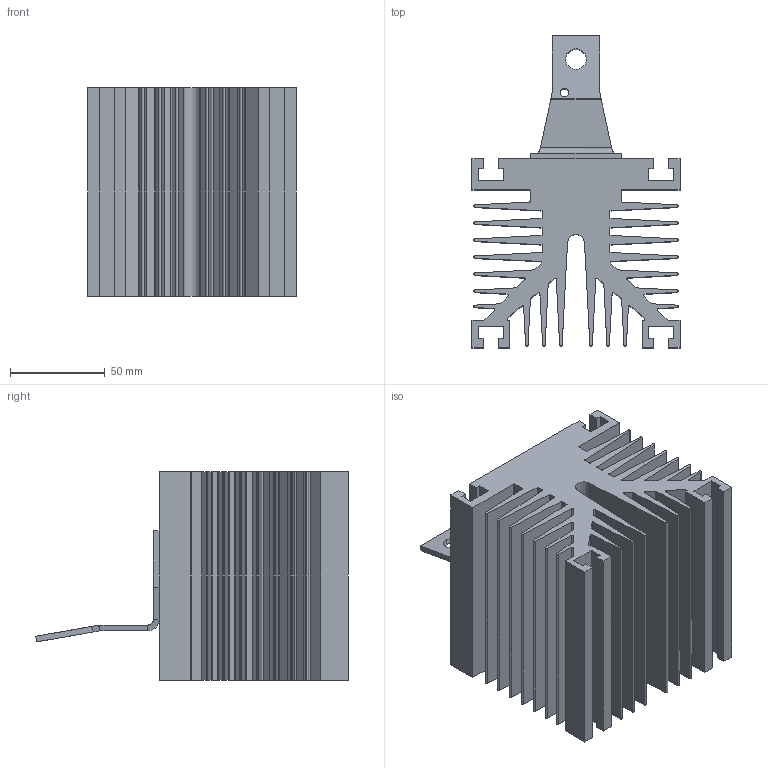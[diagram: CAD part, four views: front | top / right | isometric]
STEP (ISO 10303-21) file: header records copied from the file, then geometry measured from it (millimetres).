
FILE_DESCRIPTION (( 'STEP AP214' ), '1' );
FILE_NAME ('O281.STEP', '2021-04-19T09:52:06', ( '' ), ( '' ), 'SwSTEP 2.0', 'SolidWorks 2018', '' );
FILE_SCHEMA (( 'AUTOMOTIVE_DESIGN' ));
Length unit declared in the file: millimetre
Products named in the file (1): O281
Bounding box: 110 x 165.21 x 110 mm (x, y, z)
Volume: 634572.7 mm3; surface area: 223580.5 mm2
Topology: 2 solids, 2 shells, 226 faces, 642 edges, 418 vertices
Faces by surface type: plane 131, cylinder 83, cone 8, bspline 4
Entity records: 9901 total; most frequent: CARTESIAN_POINT 1399, ORIENTED_EDGE 1276, DIRECTION 1230, EDGE_CURVE 638, VECTOR 460, LINE 460, VERTEX_POINT 418, AXIS2_PLACEMENT_3D 385
